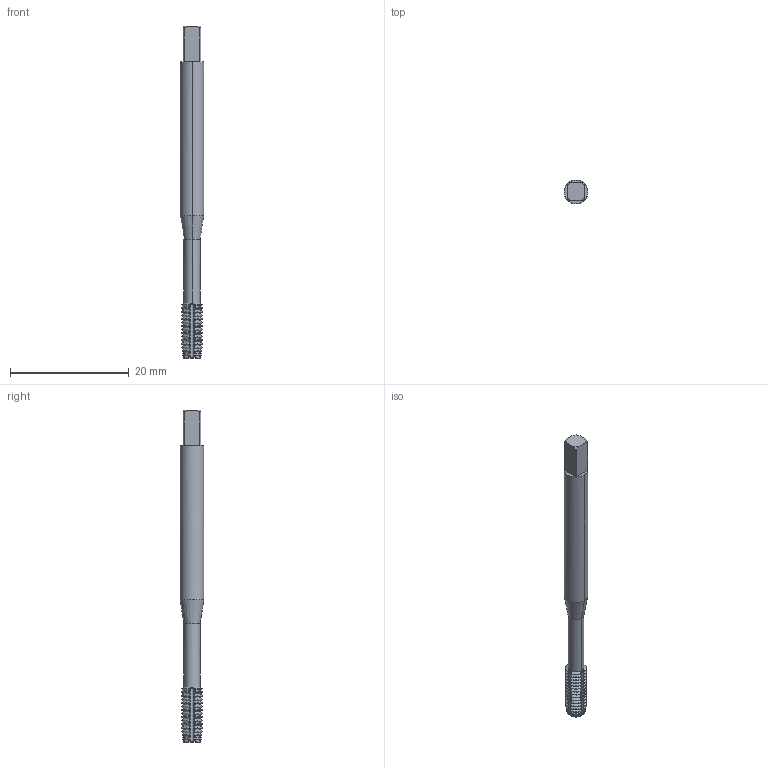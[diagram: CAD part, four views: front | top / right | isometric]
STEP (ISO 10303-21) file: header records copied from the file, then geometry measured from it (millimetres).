
FILE_DESCRIPTION(('no description'),'unknown implementation level');
FILE_NAME('solidZ_4RLL_rkSAVlf35I31q8SWY2Js_1.STP',' ',('CIM GmbH Aachen'),('CADClick - KiM GmbH - www.kimweb.de'),'unknown preprocess','ACIS','unknown authorization');
FILE_SCHEMA(('automotive_design'));
Length unit declared in the file: millimetre
Products named in the file (2): 1; 2
Bounding box: 4 x 4 x 56 mm (x, y, z)
Volume: 544.2 mm3; surface area: 845.5 mm2
Topology: 2 solids, 2 shells, 427 faces, 1259 edges, 836 vertices
Faces by surface type: cone 154, cylinder 136, plane 129, torus 8
Entity records: 30600 total; most frequent: CARTESIAN_POINT 5575, STYLED_ITEM 2524, PRESENTATION_STYLE_ASSIGNMENT 2524, COLOUR_RGB 2524, ORIENTED_EDGE 2518, DIRECTION 2129, EDGE_CURVE 1259, CURVE_STYLE 1259
